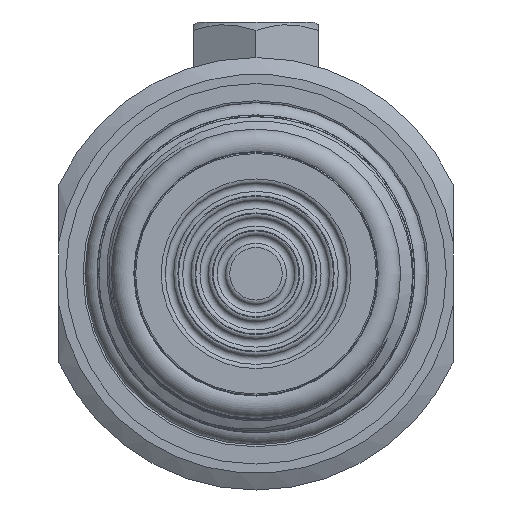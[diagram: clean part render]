
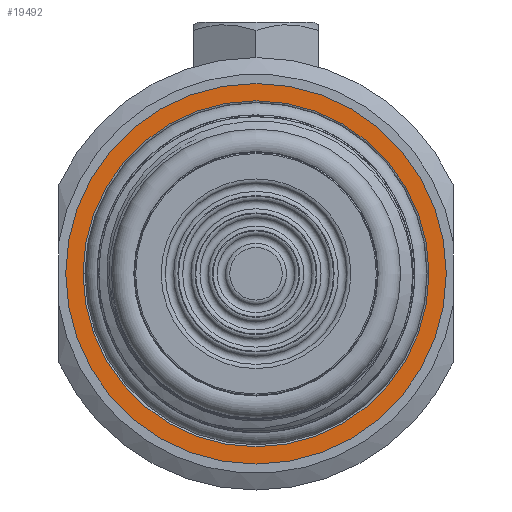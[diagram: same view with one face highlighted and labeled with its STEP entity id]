
A CAD part, left-side view. The second image highlights one B-rep face of the part: STEP entity #19492.
In plain terms, the highlighted planar face has unit normal (-1, 0, 0).
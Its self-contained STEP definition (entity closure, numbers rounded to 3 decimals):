
#278=FACE_BOUND('',#3207,.T.);
#951=PLANE('',#20864);
#2046=FACE_OUTER_BOUND('',#3206,.T.);
#3206=EDGE_LOOP('',(#17960));
#3207=EDGE_LOOP('',(#17961));
#3903=CIRCLE('',#20862,18.);
#3905=CIRCLE('',#20865,19.8);
#9084=VERTEX_POINT('',#60430);
#9085=VERTEX_POINT('',#60434);
#12048=EDGE_CURVE('',#9084,#9084,#3903,.T.);
#12050=EDGE_CURVE('',#9085,#9085,#3905,.T.);
#17960=ORIENTED_EDGE('',*,*,#12050,.F.);
#17961=ORIENTED_EDGE('',*,*,#12048,.T.);
#19492=ADVANCED_FACE('',(#2046,#278),#951,.T.);
#20862=AXIS2_PLACEMENT_3D('',#60431,#24369,#24370);
#20864=AXIS2_PLACEMENT_3D('',#60433,#24373,#24374);
#20865=AXIS2_PLACEMENT_3D('',#60435,#24375,#24376);
#24369=DIRECTION('center_axis',(1.,0.,0.));
#24370=DIRECTION('ref_axis',(0.,0.,-1.));
#24373=DIRECTION('center_axis',(-1.,0.,0.));
#24374=DIRECTION('ref_axis',(0.,0.,1.));
#24375=DIRECTION('center_axis',(1.,0.,0.));
#24376=DIRECTION('ref_axis',(0.,0.,-1.));
#60430=CARTESIAN_POINT('',(25.,0.,18.));
#60431=CARTESIAN_POINT('Origin',(25.,0.,0.));
#60433=CARTESIAN_POINT('Origin',(25.,19.8,0.));
#60434=CARTESIAN_POINT('',(25.,-19.8,0.));
#60435=CARTESIAN_POINT('Origin',(25.,0.,0.));
